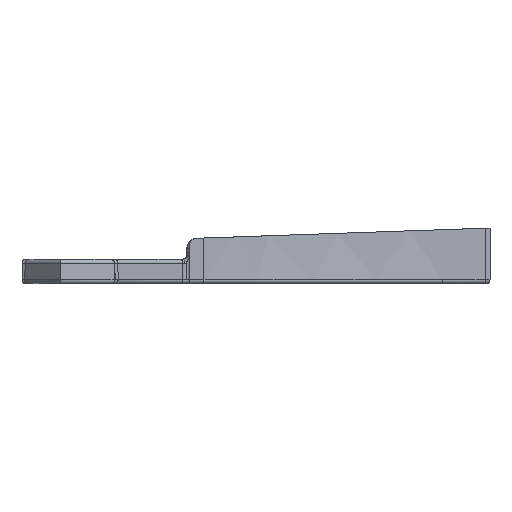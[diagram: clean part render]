
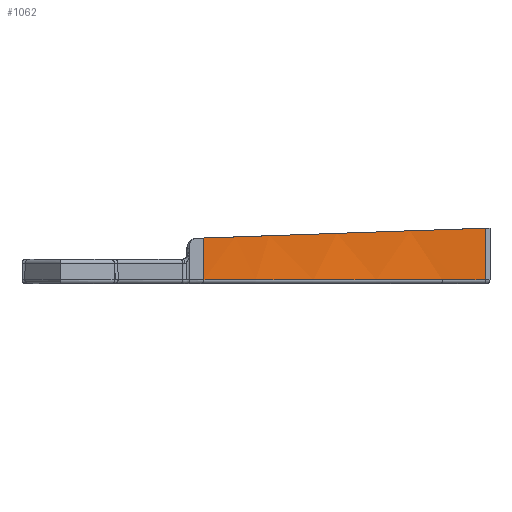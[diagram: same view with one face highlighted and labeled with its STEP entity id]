
A CAD part, left-side view. The second image highlights one B-rep face of the part: STEP entity #1062.
In plain terms, the highlighted cylindrical face has radius 21.851 mm (diameter 43.702 mm), a partial arc.
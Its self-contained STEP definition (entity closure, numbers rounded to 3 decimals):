
#83 = DIRECTION ( 'NONE',  ( 0., 0., 1. ) ) ;
#251 = CARTESIAN_POINT ( 'NONE',  ( -7.183, -16.615, 3.285 ) ) ;
#268 = DIRECTION ( 'NONE',  ( -1., 0., 0. ) ) ;
#336 = AXIS2_PLACEMENT_3D ( 'NONE', #2865, #3453, #268 ) ;
#342 = DIRECTION ( 'NONE',  ( 0., 0., 1. ) ) ;
#373 = VERTEX_POINT ( 'NONE', #1139 ) ;
#416 = ORIENTED_EDGE ( 'NONE', *, *, #3217, .T. ) ;
#514 = DIRECTION ( 'NONE',  ( -1., 0., 0. ) ) ;
#541 = DIRECTION ( 'NONE',  ( 0., 0., -1. ) ) ;
#630 = DIRECTION ( 'NONE',  ( -1., 0., 0. ) ) ;
#822 = CARTESIAN_POINT ( 'NONE',  ( -13.506, -3.075, 2.812 ) ) ;
#979 = CARTESIAN_POINT ( 'NONE',  ( -7.183, -16.615, 0. ) ) ;
#1062 = ADVANCED_FACE ( 'NONE', ( #1422 ), #3693, .F. ) ;
#1139 = CARTESIAN_POINT ( 'NONE',  ( -13.506, -3.075, 0.8 ) ) ;
#1161 = VERTEX_POINT ( 'NONE', #3612 ) ;
#1171 = CARTESIAN_POINT ( 'NONE',  ( -28.95, -18.532, 0.8 ) ) ;
#1225 = VECTOR ( 'NONE', #83, 1000. ) ;
#1350 = CARTESIAN_POINT ( 'NONE',  ( -7.183, -16.615, 3.285 ) ) ;
#1414 = CARTESIAN_POINT ( 'NONE',  ( -9.835, -6.743, 2.94 ) ) ;
#1422 = FACE_OUTER_BOUND ( 'NONE', #1701, .T. ) ;
#1440 = VECTOR ( 'NONE', #1700, 1000. ) ;
#1442 = VERTEX_POINT ( 'NONE', #2592 ) ;
#1448 = VERTEX_POINT ( 'NONE', #3208 ) ;
#1672 = CARTESIAN_POINT ( 'NONE',  ( -7.639, -11.445, 3.104 ) ) ;
#1675 = AXIS2_PLACEMENT_3D ( 'NONE', #2931, #342, #2685 ) ;
#1700 = DIRECTION ( 'NONE',  ( 0., 0., 1. ) ) ;
#1701 = EDGE_LOOP ( 'NONE', ( #1740, #1997, #3245, #416, #2536, #3334 ) ) ;
#1705 = VERTEX_POINT ( 'NONE', #1905 ) ;
#1710 = VERTEX_POINT ( 'NONE', #1350 ) ;
#1740 = ORIENTED_EDGE ( 'NONE', *, *, #2369, .F. ) ;
#1905 = CARTESIAN_POINT ( 'NONE',  ( -7.466, -14.543, 0.8 ) ) ;
#1938 = LINE ( 'NONE', #1950, #1440 ) ;
#1950 = CARTESIAN_POINT ( 'NONE',  ( -13.506, -3.075, 0. ) ) ;
#1968 = CARTESIAN_POINT ( 'NONE',  ( -28.95, -18.532, 0.8 ) ) ;
#1997 = ORIENTED_EDGE ( 'NONE', *, *, #2412, .T. ) ;
#2074 = LINE ( 'NONE', #979, #1225 ) ;
#2317 = DIRECTION ( 'NONE',  ( 0., 0., -1. ) ) ;
#2369 = EDGE_CURVE ( 'NONE', #373, #1161, #1938, .T. ) ;
#2412 = EDGE_CURVE ( 'NONE', #373, #1705, #2901, .T. ) ;
#2439 = EDGE_CURVE ( 'NONE', #1710, #1161, #3188, .T. ) ;
#2536 = ORIENTED_EDGE ( 'NONE', *, *, #2615, .T. ) ;
#2557 = AXIS2_PLACEMENT_3D ( 'NONE', #1968, #541, #514 ) ;
#2592 = CARTESIAN_POINT ( 'NONE',  ( -7.183, -16.615, 0.8 ) ) ;
#2615 = EDGE_CURVE ( 'NONE', #1442, #1710, #2074, .T. ) ;
#2661 = CIRCLE ( 'NONE', #2557, 21.851 ) ;
#2685 = DIRECTION ( 'NONE',  ( 1., 0., 0. ) ) ;
#2865 = CARTESIAN_POINT ( 'NONE',  ( -28.95, -18.532, 0.8 ) ) ;
#2901 = CIRCLE ( 'NONE', #336, 21.851 ) ;
#2931 = CARTESIAN_POINT ( 'NONE',  ( -28.95, -18.532, 0. ) ) ;
#2961 = EDGE_CURVE ( 'NONE', #1705, #1448, #3582, .T. ) ;
#2974 = AXIS2_PLACEMENT_3D ( 'NONE', #1171, #2317, #630 ) ;
#3188 =( BOUNDED_CURVE ( )  B_SPLINE_CURVE ( 3, ( #251, #1672, #1414, #822 ),
 .UNSPECIFIED., .F., .F. ) 
 B_SPLINE_CURVE_WITH_KNOTS ( ( 4, 4 ),
 ( 1.659, 2.357 ),
 .UNSPECIFIED. ) 
 CURVE ( )  GEOMETRIC_REPRESENTATION_ITEM ( )  RATIONAL_B_SPLINE_CURVE ( ( 1., 0.96, 0.96, 1. ) ) 
 REPRESENTATION_ITEM ( '' )  );
#3208 = CARTESIAN_POINT ( 'NONE',  ( -7.465, -14.548, 0.8 ) ) ;
#3217 = EDGE_CURVE ( 'NONE', #1448, #1442, #2661, .T. ) ;
#3245 = ORIENTED_EDGE ( 'NONE', *, *, #2961, .T. ) ;
#3334 = ORIENTED_EDGE ( 'NONE', *, *, #2439, .T. ) ;
#3453 = DIRECTION ( 'NONE',  ( 0., 0., -1. ) ) ;
#3582 = CIRCLE ( 'NONE', #2974, 21.851 ) ;
#3612 = CARTESIAN_POINT ( 'NONE',  ( -13.506, -3.075, 2.812 ) ) ;
#3693 = CYLINDRICAL_SURFACE ( 'NONE', #1675, 21.851 ) ;
